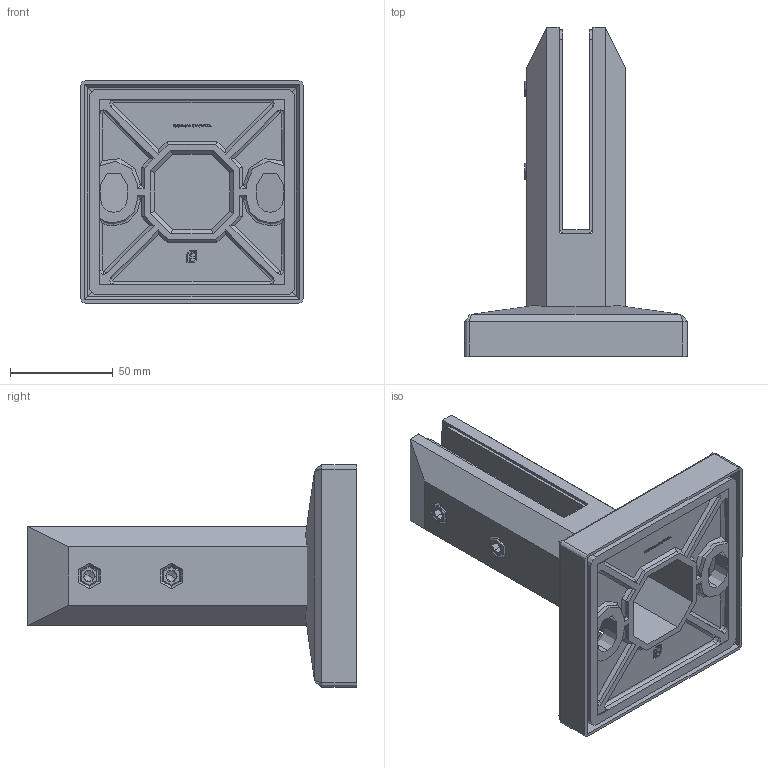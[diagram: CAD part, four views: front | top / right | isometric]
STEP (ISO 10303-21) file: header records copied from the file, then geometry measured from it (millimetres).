
FILE_DESCRIPTION (( 'STEP AP203' ), '1' );
FILE_NAME ('51291-V4A.STEP', '2022-02-02T10:46:24', ( '' ), ( '' ), 'SwSTEP 2.0', 'SolidWorks 2018', '' );
FILE_SCHEMA (( 'CONFIG_CONTROL_DESIGN' ));
Length unit declared in the file: millimetre
Products named in the file (13): 51291-V4A Teil4; 51291-V4A Teil1_51291-V4A Teil1; 51291-V4A Teil3; DIN913; 51291-V4A Teil1; 51291-V4A Teil3_51291-V4A Teil3; 51291-V4A Teil2; 51291-V4A Teil4_51291-V4A Teil4; 51291-V4A Teil2_51291-V4A Teil2; DIN913_DIN 913 M10x14; 51291-V4A
Assembly tree (8 placements, depth 2):
  51291-V4A Teil4
  51291-V4A Teil3
  51291-V4A Teil1
  51291-V4A Teil2
  51291-V4A
    DIN913
    DIN913
Bounding box: 108 x 160 x 108 mm (x, y, z)
Volume: 260633.8 mm3; surface area: 125971.3 mm2
Topology: 6 solids, 6 shells, 657 faces, 1695 edges, 1076 vertices
Faces by surface type: plane 344, cylinder 148, bspline 119, torus 26, cone 16, sphere 4
Entity records: 25523 total; most frequent: CARTESIAN_POINT 9625, ORIENTED_EDGE 3274, DIRECTION 2641, EDGE_CURVE 1637, LINE 1113, VECTOR 1113, VERTEX_POINT 1043, AXIS2_PLACEMENT_3D 764
